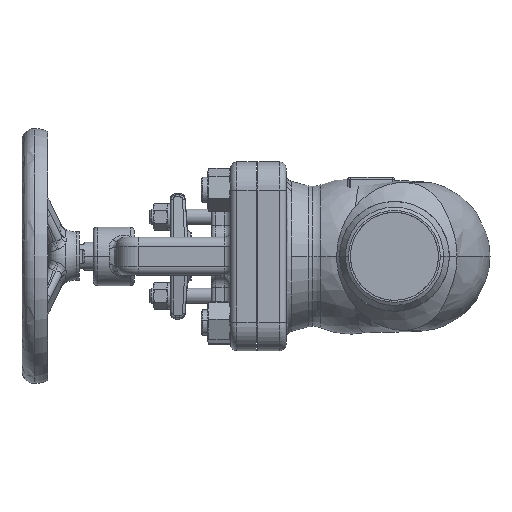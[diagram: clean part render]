
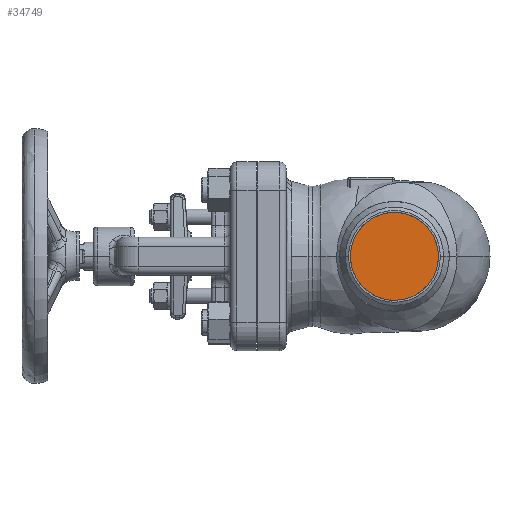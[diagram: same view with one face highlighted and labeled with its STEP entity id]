
A CAD part, left-side view. The second image highlights one B-rep face of the part: STEP entity #34749.
In plain terms, the highlighted planar face has unit normal (-1, 0, 0).
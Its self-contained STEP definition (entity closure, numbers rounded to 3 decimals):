
#189 = EDGE_CURVE ( 'NONE', #18299, #40019, #34867, .T. ) ;
#1332 = FACE_OUTER_BOUND ( 'NONE', #15908, .T. ) ;
#2493 = DIRECTION ( 'NONE',  ( 0., 0.055, 0.998 ) ) ;
#4919 = DIRECTION ( 'NONE',  ( -1., 0., 0. ) ) ;
#5528 = CARTESIAN_POINT ( 'NONE',  ( -145., 0., 0. ) ) ;
#7672 = ORIENTED_EDGE ( 'NONE', *, *, #189, .T. ) ;
#10336 = DIRECTION ( 'NONE',  ( -1., 0., 0. ) ) ;
#10807 = CARTESIAN_POINT ( 'NONE',  ( -145., 1.908, 34.447 ) ) ;
#12160 = AXIS2_PLACEMENT_3D ( 'NONE', #19632, #4919, #28038 ) ;
#12168 = AXIS2_PLACEMENT_3D ( 'NONE', #29557, #10336, #32781 ) ;
#12615 = AXIS2_PLACEMENT_3D ( 'NONE', #5528, #21638, #2493 ) ;
#15228 = ORIENTED_EDGE ( 'NONE', *, *, #28830, .T. ) ;
#15908 = EDGE_LOOP ( 'NONE', ( #15228, #7672 ) ) ;
#18299 = VERTEX_POINT ( 'NONE', #35809 ) ;
#18402 = PLANE ( 'NONE',  #12615 ) ;
#19632 = CARTESIAN_POINT ( 'NONE',  ( -145., 0., 0. ) ) ;
#21638 = DIRECTION ( 'NONE',  ( -1., 0., 0. ) ) ;
#28038 = DIRECTION ( 'NONE',  ( 0., 0.055, 0.998 ) ) ;
#28830 = EDGE_CURVE ( 'NONE', #40019, #18299, #35634, .T. ) ;
#29557 = CARTESIAN_POINT ( 'NONE',  ( -145., 0., 0. ) ) ;
#32781 = DIRECTION ( 'NONE',  ( 0., 0.055, 0.998 ) ) ;
#34749 = ADVANCED_FACE ( 'NONE', ( #1332 ), #18402, .T. ) ;
#34867 = CIRCLE ( 'NONE', #12160, 34.5 ) ;
#35634 = CIRCLE ( 'NONE', #12168, 34.5 ) ;
#35809 = CARTESIAN_POINT ( 'NONE',  ( -145., -1.908, -34.447 ) ) ;
#40019 = VERTEX_POINT ( 'NONE', #10807 ) ;
